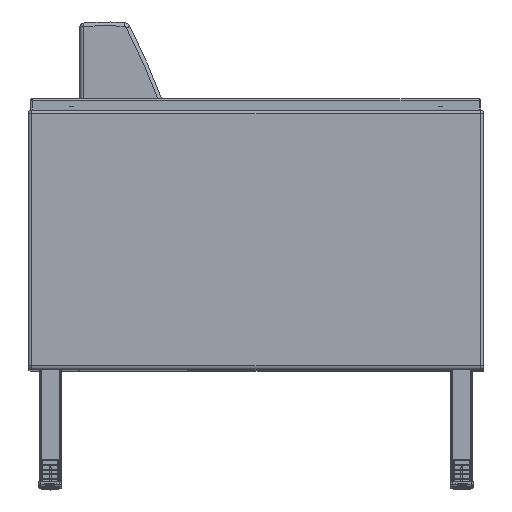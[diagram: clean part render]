
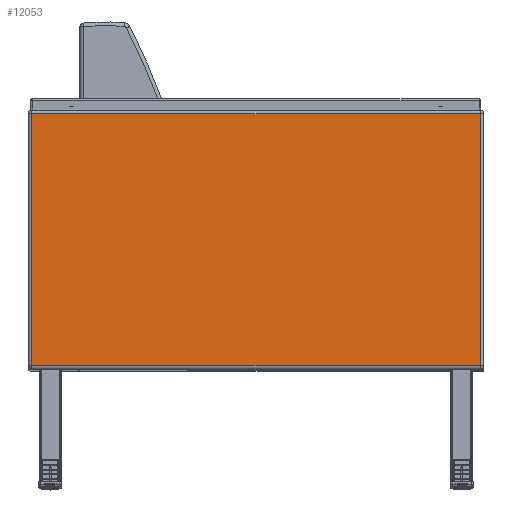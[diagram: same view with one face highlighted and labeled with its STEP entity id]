
A CAD part, top view. The second image highlights one B-rep face of the part: STEP entity #12053.
In plain terms, the highlighted planar face has unit normal (0, 0, 1).
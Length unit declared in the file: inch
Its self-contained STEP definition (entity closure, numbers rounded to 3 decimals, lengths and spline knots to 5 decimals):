
#1066=PLANE('',#12980);
#1317=LINE('',#18089,#2033);
#1319=LINE('',#18092,#2035);
#1329=LINE('',#18107,#2045);
#1331=LINE('',#18110,#2047);
#2033=VECTOR('',#14470,30.25);
#2035=VECTOR('',#14474,17.);
#2045=VECTOR('',#14494,17.);
#2047=VECTOR('',#14498,30.25);
#3037=FACE_OUTER_BOUND('',#3928,.T.);
#3928=EDGE_LOOP('',(#8436,#8437,#8438,#8439));
#5527=VERTEX_POINT('',#18025);
#5533=VERTEX_POINT('',#18039);
#5536=VERTEX_POINT('',#18046);
#5545=VERTEX_POINT('',#18067);
#6564=EDGE_CURVE('',#5536,#5545,#1317,.T.);
#6566=EDGE_CURVE('',#5545,#5533,#1319,.T.);
#6576=EDGE_CURVE('',#5527,#5536,#1329,.T.);
#6578=EDGE_CURVE('',#5533,#5527,#1331,.T.);
#8436=ORIENTED_EDGE('',*,*,#6564,.F.);
#8437=ORIENTED_EDGE('',*,*,#6576,.F.);
#8438=ORIENTED_EDGE('',*,*,#6578,.F.);
#8439=ORIENTED_EDGE('',*,*,#6566,.F.);
#12053=ADVANCED_FACE('',(#3037),#1066,.T.);
#12980=AXIS2_PLACEMENT_3D('',#18118,#14510,#14511);
#14470=DIRECTION('',(1.,0.,0.));
#14474=DIRECTION('',(0.,-1.,0.));
#14494=DIRECTION('',(0.,1.,0.));
#14498=DIRECTION('',(-1.,0.,0.));
#14510=DIRECTION('center_axis',(0.,0.,1.));
#14511=DIRECTION('ref_axis',(1.,0.,0.));
#18025=CARTESIAN_POINT('',(0.25,-17.25,3.5));
#18039=CARTESIAN_POINT('',(30.5,-17.25,3.5));
#18046=CARTESIAN_POINT('',(0.25,-0.25,3.5));
#18067=CARTESIAN_POINT('',(30.5,-0.25,3.5));
#18089=CARTESIAN_POINT('',(23.0625,-0.25,3.5));
#18092=CARTESIAN_POINT('',(30.5,-13.125,3.5));
#18107=CARTESIAN_POINT('',(0.25,-4.375,3.5));
#18110=CARTESIAN_POINT('',(7.6875,-17.25,3.5));
#18118=CARTESIAN_POINT('Origin',(15.375,-8.75,3.5));
